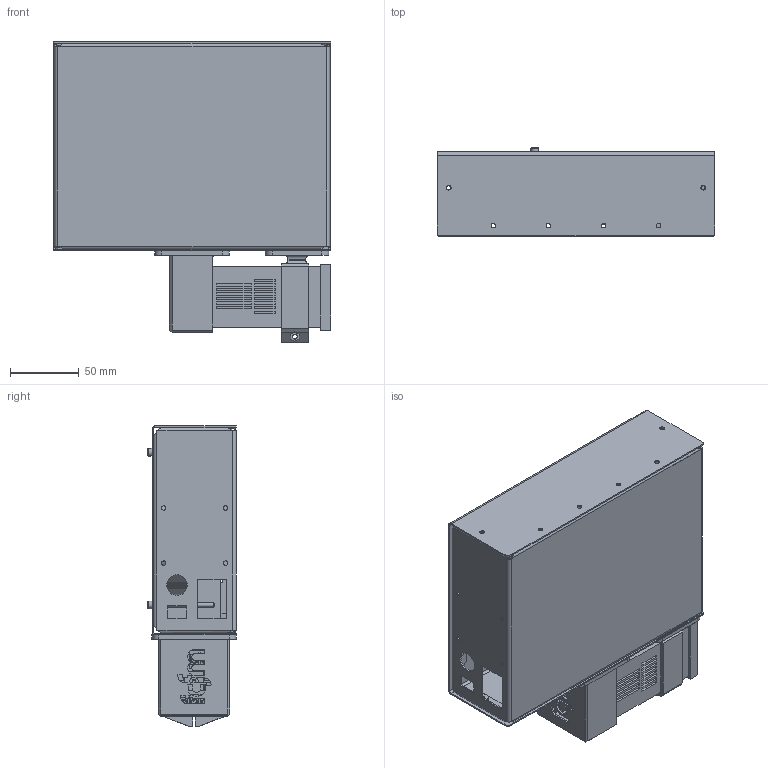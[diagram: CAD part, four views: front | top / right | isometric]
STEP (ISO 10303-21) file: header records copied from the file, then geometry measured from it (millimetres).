
FILE_DESCRIPTION(/* description */ ('Unknown'),/* implementation_level */ '2;1');
FILE_NAME(/* name */ 'ensamble con controlador',/* time_stamp */ '2020-06-23T00:31:23-04:00',/* author */ ('Unknown'),/* organization */ ('Unknown'),/* preprocessor_version */ 'ST-DEVELOPER v16.7',/* originating_system */ 'DEX',/* authorisation */ $);
FILE_SCHEMA (('AUTOMOTIVE_DESIGN {1 0 10303 214 3 1 1}'));
Length unit declared in the file: millimetre
Products named in the file (19): ensamble con controlador; base_v5; Proto2; Ensamblaje_v5; tapa_v5; Sello Plato Oring2155; Platogrueso; Termocupla; Calefactor630W; din_913-m5x5-a4; Parker DIN912-M3x45; Barra fijación calefactor; tuerca_din934_m3-6; Case2; RKC CONTROLLER; case2.2; Ensamble rele; soporte rele; Solid State Rele SSR40DA
Assembly tree (21 placements, depth 4):
  ensamble con controlador
    base_v5
    Proto2
      Ensamblaje_v5
        tapa_v5
      Sello Plato Oring2155
      Platogrueso
      Termocupla
      Calefactor630W
      din_913-m5x5-a4  x2
      Parker DIN912-M3x45  x2
      Barra fijación calefactor
      tuerca_din934_m3-6  x2
    Case2
    RKC CONTROLLER
    case2.2
    Ensamble rele
      soporte rele
      Solid State Rele SSR40DA
Bounding box: 202 x 64 x 218.3 mm (x, y, z)
Volume: 612063.5 mm3; surface area: 344582.8 mm2
Topology: 31 solids, 31 shells, 1565 faces, 3962 edges, 2580 vertices
Faces by surface type: plane 1096, cylinder 270, bspline 118, torus 29, cone 26, sphere 26
Full cylindrical faces by diameter (mm): 2.032 x1, 2.459 x2, 2.8 x1, 3 x4, 3.2 x4, 3.4 x38, 3.5 x2, 4 x5, 4.134 x2, 4.3 x2, 4.5 x5, 4.917 x1, 5 x2, 5.334 x10, 5.5 x2, 5.994 x1, 6 x1, 7 x1, 8 x3, 9 x20, 15 x1, 15.875 x1, 16.5 x1, 94.2 x1, 95 x1, 101.6 x1
Entity records: 51680 total; most frequent: CARTESIAN_POINT 10338, ORIENTED_EDGE 7370, DIRECTION 6755, EDGE_CURVE 3685, LINE 2817, VECTOR 2817, VERTEX_POINT 2473, AXIS2_PLACEMENT_3D 1969
